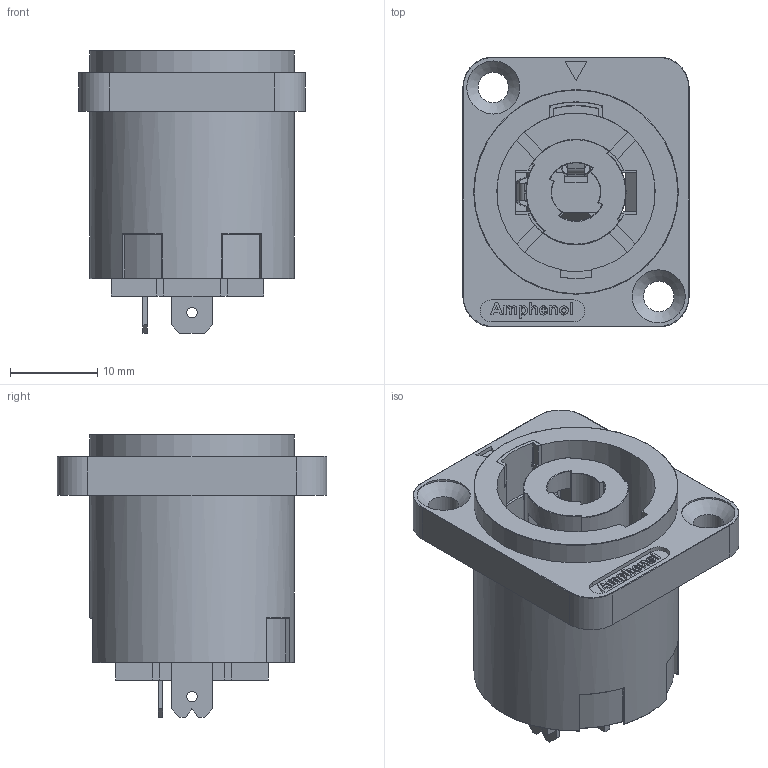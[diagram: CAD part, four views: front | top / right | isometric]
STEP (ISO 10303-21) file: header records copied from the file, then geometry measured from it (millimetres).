
FILE_DESCRIPTION(/* description */ (''),/* implementation_level */ '2;1');
FILE_NAME(/* name */ 'SP-2-MD.stp',/* time_stamp */ '2022-01-31T12:40:26+11:00',/* author */ ('thien'),/* organization */ (''),/* preprocessor_version */ 'ST-DEVELOPER v18.1',/* originating_system */ 'Autodesk Inventor 2022',/* authorisation */ '');
FILE_SCHEMA (('AUTOMOTIVE_DESIGN { 1 0 10303 214 3 1 1 }'));
Length unit declared in the file: millimetre
Products named in the file (6): SP-2-MD; 2ND HOUSING; metal contact - ASSY; FLAT-PIN 1; FLAT-PIN 2; 2ND PLASTIC COVER - ASSY
Assembly tree (5 placements, depth 2):
  SP-2-MD
    2ND HOUSING
    metal contact - ASSY
    FLAT-PIN 1
    FLAT-PIN 2
    2ND PLASTIC COVER - ASSY
Bounding box: 26 x 31 x 32.5 mm (x, y, z)
Volume: 7391 mm3; surface area: 9430.7 mm2
Topology: 5 solids, 5 shells, 829 faces, 2285 edges, 1484 vertices
Faces by surface type: plane 592, cylinder 122, bspline 85, torus 22, sphere 6, cone 2
Full cylindrical faces by diameter (mm): 1.2 x2, 3.5 x2, 6.1 x2, 23.5 x2
Entity records: 27660 total; most frequent: CARTESIAN_POINT 6696, ORIENTED_EDGE 4558, DIRECTION 3887, EDGE_CURVE 2279, LINE 1765, VECTOR 1765, VERTEX_POINT 1484, AXIS2_PLACEMENT_3D 1061
